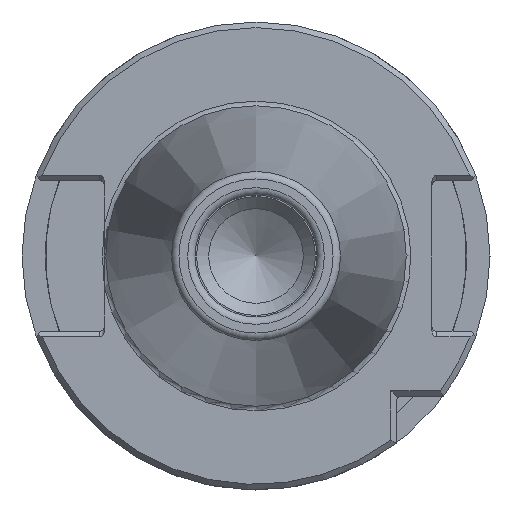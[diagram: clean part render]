
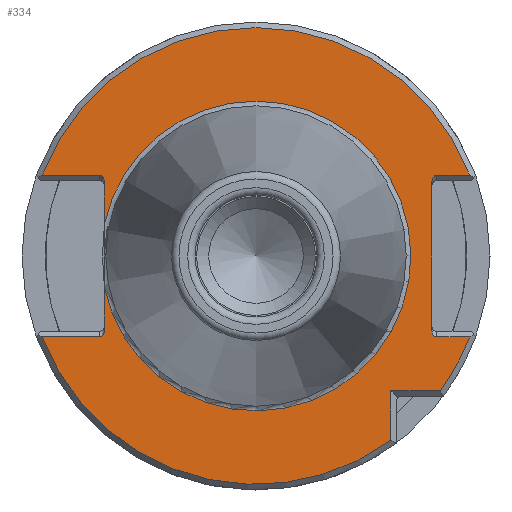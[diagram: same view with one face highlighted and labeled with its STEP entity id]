
A CAD part, left-side view. The second image highlights one B-rep face of the part: STEP entity #334.
In plain terms, the highlighted planar face has unit normal (-1, 0, 0).
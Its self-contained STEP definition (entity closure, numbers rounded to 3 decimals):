
#334 = ADVANCED_FACE( '', ( #685 ), #686, .T. );
#685 = FACE_OUTER_BOUND( '', #1027, .T. );
#686 = PLANE( '', #1028 );
#1027 = EDGE_LOOP( '', ( #1920, #1921, #1922, #1923, #1924, #1925, #1926, #1927, #1928, #1929, #1930, #1931, #1932, #1933, #1934, #1935, #1936 ) );
#1028 = AXIS2_PLACEMENT_3D( '', #1937, #1938, #1939 );
#1920 = ORIENTED_EDGE( '', *, *, #2013, .T. );
#1921 = ORIENTED_EDGE( '', *, *, #2152, .T. );
#1922 = ORIENTED_EDGE( '', *, *, #2287, .T. );
#1923 = ORIENTED_EDGE( '', *, *, #2111, .F. );
#1924 = ORIENTED_EDGE( '', *, *, #2268, .T. );
#1925 = ORIENTED_EDGE( '', *, *, #2265, .T. );
#1926 = ORIENTED_EDGE( '', *, *, #2238, .T. );
#1927 = ORIENTED_EDGE( '', *, *, #2245, .T. );
#1928 = ORIENTED_EDGE( '', *, *, #2178, .T. );
#1929 = ORIENTED_EDGE( '', *, *, #2257, .F. );
#1930 = ORIENTED_EDGE( '', *, *, #2089, .F. );
#1931 = ORIENTED_EDGE( '', *, *, #2256, .F. );
#1932 = ORIENTED_EDGE( '', *, *, #2124, .T. );
#1933 = ORIENTED_EDGE( '', *, *, #2233, .T. );
#1934 = ORIENTED_EDGE( '', *, *, #2271, .T. );
#1935 = ORIENTED_EDGE( '', *, *, #2285, .T. );
#1936 = ORIENTED_EDGE( '', *, *, #2201, .T. );
#1937 = CARTESIAN_POINT( '', ( 3.2, 0., 16.543 ) );
#1938 = DIRECTION( '', ( -1., 0., 0. ) );
#1939 = DIRECTION( '', ( 0., 0., 1. ) );
#2013 = EDGE_CURVE( '', #2412, #2419, #2421, .T. );
#2089 = EDGE_CURVE( '', #2537, #2538, #2539, .T. );
#2111 = EDGE_CURVE( '', #2572, #2573, #2574, .T. );
#2124 = EDGE_CURVE( '', #2593, #2591, #2594, .F. );
#2152 = EDGE_CURVE( '', #2419, #2631, #2633, .T. );
#2178 = EDGE_CURVE( '', #2668, #2669, #2670, .F. );
#2201 = EDGE_CURVE( '', #2703, #2412, #2704, .T. );
#2233 = EDGE_CURVE( '', #2591, #2741, #2743, .T. );
#2238 = EDGE_CURVE( '', #2749, #2747, #2750, .T. );
#2245 = EDGE_CURVE( '', #2747, #2668, #2758, .T. );
#2256 = EDGE_CURVE( '', #2593, #2537, #2769, .T. );
#2257 = EDGE_CURVE( '', #2538, #2669, #2770, .T. );
#2265 = EDGE_CURVE( '', #2778, #2749, #2779, .T. );
#2268 = EDGE_CURVE( '', #2572, #2778, #2782, .F. );
#2271 = EDGE_CURVE( '', #2741, #2784, #2786, .T. );
#2285 = EDGE_CURVE( '', #2784, #2703, #2800, .T. );
#2287 = EDGE_CURVE( '', #2631, #2573, #2802, .F. );
#2412 = VERTEX_POINT( '', #3012 );
#2419 = VERTEX_POINT( '', #3025 );
#2421 = CIRCLE( '', #3030, 24.4 );
#2537 = VERTEX_POINT( '', #3202 );
#2538 = VERTEX_POINT( '', #3203 );
#2539 = CIRCLE( '', #3204, 16.543 );
#2572 = VERTEX_POINT( '', #3256 );
#2573 = VERTEX_POINT( '', #3257 );
#2574 = LINE( '', #3258, #3259 );
#2591 = VERTEX_POINT( '', #3285 );
#2593 = VERTEX_POINT( '', #3288 );
#2594 = ELLIPSE( '', #3289, 0.707, 0.5 );
#2631 = VERTEX_POINT( '', #3357 );
#2633 = LINE( '', #3360, #3361 );
#2668 = VERTEX_POINT( '', #3411 );
#2669 = VERTEX_POINT( '', #3412 );
#2670 = ELLIPSE( '', #3413, 0.707, 0.5 );
#2703 = VERTEX_POINT( '', #3459 );
#2704 = LINE( '', #3460, #3461 );
#2741 = VERTEX_POINT( '', #3534 );
#2743 = LINE( '', #3539, #3540 );
#2747 = VERTEX_POINT( '', #3544 );
#2749 = VERTEX_POINT( '', #3549 );
#2750 = CIRCLE( '', #3550, 24.4 );
#2758 = LINE( '', #3564, #3565 );
#2769 = LINE( '', #3585, #3586 );
#2770 = LINE( '', #3587, #3588 );
#2778 = VERTEX_POINT( '', #3597 );
#2779 = LINE( '', #3598, #3599 );
#2782 = ELLIPSE( '', #3603, 0.707, 0.5 );
#2784 = VERTEX_POINT( '', #3605 );
#2786 = CIRCLE( '', #3610, 24.4 );
#2800 = LINE( '', #3624, #3625 );
#2802 = ELLIPSE( '', #3627, 0.707, 0.5 );
#3012 = CARTESIAN_POINT( '', ( 3.2, -19.698, -14.4 ) );
#3025 = CARTESIAN_POINT( '', ( 3.2, -22.815, -8.65 ) );
#3030 = AXIS2_PLACEMENT_3D( '', #3706, #3707, #3708 );
#3202 = CARTESIAN_POINT( '', ( 3.2, 16.2, -3.35 ) );
#3203 = CARTESIAN_POINT( '', ( 3.2, 16.2, 3.35 ) );
#3204 = AXIS2_PLACEMENT_3D( '', #3802, #3803, #3804 );
#3256 = CARTESIAN_POINT( '', ( 3.2, -18.8, 7.943 ) );
#3257 = CARTESIAN_POINT( '', ( 3.2, -18.8, -7.943 ) );
#3258 = CARTESIAN_POINT( '', ( 3.2, -18.8, 8.05 ) );
#3259 = VECTOR( '', #3830, 1000. );
#3285 = CARTESIAN_POINT( '', ( 3.2, 16.7, -8.65 ) );
#3288 = CARTESIAN_POINT( '', ( 3.2, 16.2, -7.943 ) );
#3289 = AXIS2_PLACEMENT_3D( '', #3841, #3842, #3843 );
#3357 = CARTESIAN_POINT( '', ( 3.2, -19.3, -8.65 ) );
#3360 = CARTESIAN_POINT( '', ( 3.2, -18.8, -8.65 ) );
#3361 = VECTOR( '', #3871, 1000. );
#3411 = CARTESIAN_POINT( '', ( 3.2, 16.7, 8.65 ) );
#3412 = CARTESIAN_POINT( '', ( 3.2, 16.2, 7.943 ) );
#3413 = AXIS2_PLACEMENT_3D( '', #3896, #3897, #3898 );
#3459 = CARTESIAN_POINT( '', ( 3.2, -14.4, -14.4 ) );
#3460 = CARTESIAN_POINT( '', ( 3.2, -20.187, -14.4 ) );
#3461 = VECTOR( '', #3924, 1000. );
#3534 = CARTESIAN_POINT( '', ( 3.2, 22.815, -8.65 ) );
#3539 = CARTESIAN_POINT( '', ( 3.2, 23.827, -8.65 ) );
#3540 = VECTOR( '', #3955, 1000. );
#3544 = CARTESIAN_POINT( '', ( 3.2, 22.815, 8.65 ) );
#3549 = CARTESIAN_POINT( '', ( 3.2, -22.815, 8.65 ) );
#3550 = AXIS2_PLACEMENT_3D( '', #3956, #3957, #3958 );
#3564 = CARTESIAN_POINT( '', ( 3.2, 16.2, 8.65 ) );
#3565 = VECTOR( '', #3962, 1000. );
#3585 = CARTESIAN_POINT( '', ( 3.2, 16.2, -8.05 ) );
#3586 = VECTOR( '', #3966, 1000. );
#3587 = CARTESIAN_POINT( '', ( 3.2, 16.2, -8.05 ) );
#3588 = VECTOR( '', #3967, 1000. );
#3597 = CARTESIAN_POINT( '', ( 3.2, -19.3, 8.65 ) );
#3598 = CARTESIAN_POINT( '', ( 3.2, -23.827, 8.65 ) );
#3599 = VECTOR( '', #3972, 1000. );
#3603 = AXIS2_PLACEMENT_3D( '', #3974, #3975, #3976 );
#3605 = CARTESIAN_POINT( '', ( 3.2, -14.4, -19.698 ) );
#3610 = AXIS2_PLACEMENT_3D( '', #3977, #3978, #3979 );
#3624 = CARTESIAN_POINT( '', ( 3.2, -14.4, -15. ) );
#3625 = VECTOR( '', #3989, 1000. );
#3627 = AXIS2_PLACEMENT_3D( '', #3990, #3991, #3992 );
#3706 = CARTESIAN_POINT( '', ( 3.2, 0., 0. ) );
#3707 = DIRECTION( '', ( -1., 0., 0. ) );
#3708 = DIRECTION( '', ( 0., 0., 1. ) );
#3802 = CARTESIAN_POINT( '', ( 3.2, 0., 0. ) );
#3803 = DIRECTION( '', ( -1., 0., 0. ) );
#3804 = DIRECTION( '', ( 0., 0., 1. ) );
#3830 = DIRECTION( '', ( 0., 0., -1. ) );
#3841 = CARTESIAN_POINT( '', ( 3.2, 16.7, -7.943 ) );
#3842 = DIRECTION( '', ( -1., 0., 0. ) );
#3843 = DIRECTION( '', ( 0., 0., -1. ) );
#3871 = DIRECTION( '', ( 0., 1., 0. ) );
#3896 = CARTESIAN_POINT( '', ( 3.2, 16.7, 7.943 ) );
#3897 = DIRECTION( '', ( -1., 0., 0. ) );
#3898 = DIRECTION( '', ( 0., 0., -1. ) );
#3924 = DIRECTION( '', ( 0., -1., 0. ) );
#3955 = DIRECTION( '', ( 0., 1., 0. ) );
#3956 = CARTESIAN_POINT( '', ( 3.2, 0., 0. ) );
#3957 = DIRECTION( '', ( -1., 0., 0. ) );
#3958 = DIRECTION( '', ( 0., 0., 1. ) );
#3962 = DIRECTION( '', ( 0., -1., 0. ) );
#3966 = DIRECTION( '', ( 0., 0., 1. ) );
#3967 = DIRECTION( '', ( 0., 0., 1. ) );
#3972 = DIRECTION( '', ( 0., -1., 0. ) );
#3974 = CARTESIAN_POINT( '', ( 3.2, -19.3, 7.943 ) );
#3975 = DIRECTION( '', ( -1., 0., 0. ) );
#3976 = DIRECTION( '', ( 0., 0., 1. ) );
#3977 = CARTESIAN_POINT( '', ( 3.2, 0., 0. ) );
#3978 = DIRECTION( '', ( -1., 0., 0. ) );
#3979 = DIRECTION( '', ( 0., 0., 1. ) );
#3989 = DIRECTION( '', ( 0., 0., 1. ) );
#3990 = CARTESIAN_POINT( '', ( 3.2, -19.3, -7.943 ) );
#3991 = DIRECTION( '', ( -1., 0., 0. ) );
#3992 = DIRECTION( '', ( 0., 0., 1. ) );
